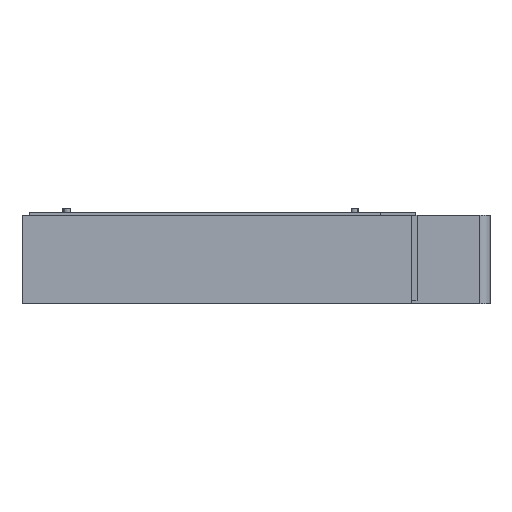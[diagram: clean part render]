
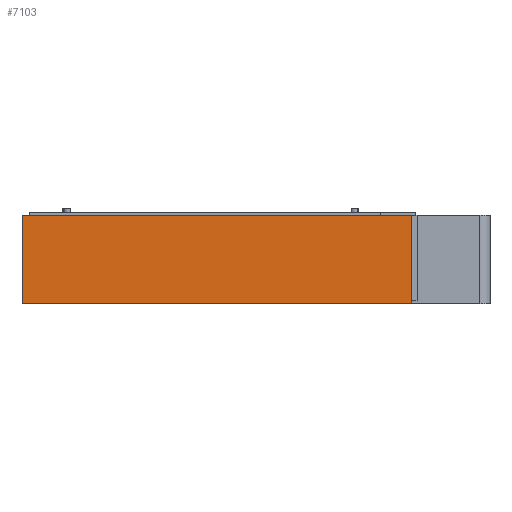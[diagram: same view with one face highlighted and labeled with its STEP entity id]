
A CAD part, left-side view. The second image highlights one B-rep face of the part: STEP entity #7103.
In plain terms, the highlighted planar face has unit normal (-1, 0, 0).
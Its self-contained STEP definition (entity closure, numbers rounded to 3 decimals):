
#376=FACE_OUTER_BOUND('',#741,.T.);
#741=EDGE_LOOP('',(#5359,#5360,#5361,#5362));
#1037=LINE('',#9833,#1958);
#1310=LINE('',#10573,#2231);
#1373=LINE('',#10706,#2294);
#1374=LINE('',#10707,#2295);
#1958=VECTOR('',#7921,10.);
#2231=VECTOR('',#8478,10.);
#2294=VECTOR('',#8615,10.);
#2295=VECTOR('',#8616,10.);
#2883=VERTEX_POINT('',#9830);
#2884=VERTEX_POINT('',#9832);
#3113=VERTEX_POINT('',#10571);
#3146=VERTEX_POINT('',#10705);
#3592=EDGE_CURVE('',#2884,#2883,#1037,.T.);
#3911=EDGE_CURVE('',#2883,#3113,#1310,.T.);
#3979=EDGE_CURVE('',#3146,#3113,#1373,.T.);
#3980=EDGE_CURVE('',#3146,#2884,#1374,.T.);
#5359=ORIENTED_EDGE('',*,*,#3979,.F.);
#5360=ORIENTED_EDGE('',*,*,#3980,.T.);
#5361=ORIENTED_EDGE('',*,*,#3592,.T.);
#5362=ORIENTED_EDGE('',*,*,#3911,.T.);
#6782=PLANE('',#7529);
#7103=ADVANCED_FACE('',(#376),#6782,.T.);
#7529=AXIS2_PLACEMENT_3D('',#10704,#8613,#8614);
#7921=DIRECTION('',(0.,-1.,0.));
#8478=DIRECTION('',(0.,0.,1.));
#8613=DIRECTION('center_axis',(-1.,0.,0.));
#8614=DIRECTION('ref_axis',(0.,-1.,0.));
#8615=DIRECTION('',(0.,-1.,0.));
#8616=DIRECTION('',(0.,0.,-1.));
#9830=CARTESIAN_POINT('',(-64.15,-121.8,0.));
#9832=CARTESIAN_POINT('',(-64.15,59.5,0.));
#9833=CARTESIAN_POINT('',(-64.15,2.5,0.));
#10571=CARTESIAN_POINT('',(-64.15,-121.8,41.4));
#10573=CARTESIAN_POINT('',(-64.15,-121.8,36.4));
#10704=CARTESIAN_POINT('Origin',(-64.15,59.5,36.4));
#10705=CARTESIAN_POINT('',(-64.15,59.5,41.4));
#10706=CARTESIAN_POINT('',(-64.15,28.175,41.4));
#10707=CARTESIAN_POINT('',(-64.15,59.5,36.4));
